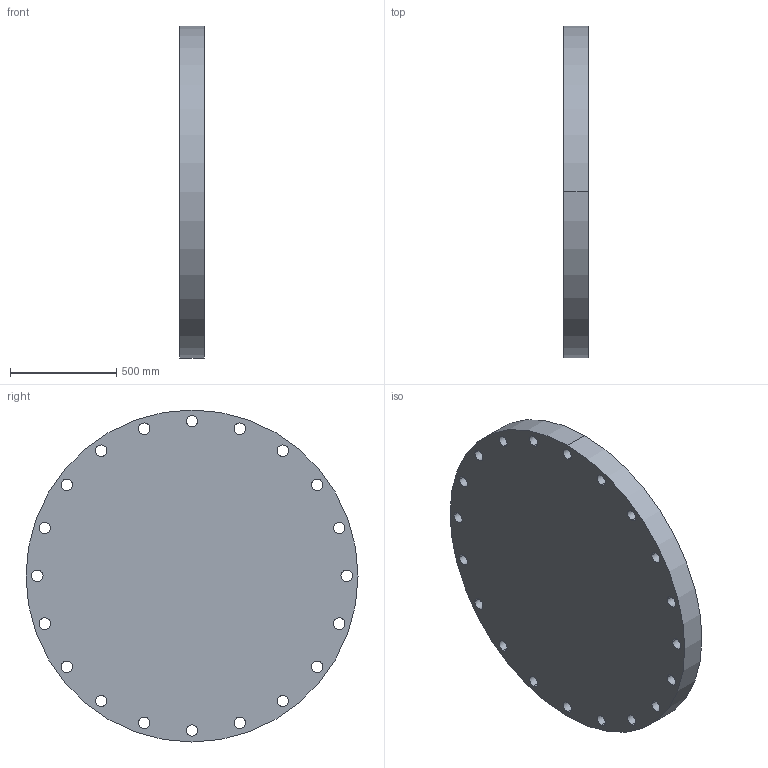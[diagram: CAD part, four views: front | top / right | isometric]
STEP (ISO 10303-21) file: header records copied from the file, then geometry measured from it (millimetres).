
FILE_DESCRIPTION (( 'STEP AP203' ), '1' );
FILE_NAME ('46_CLF_C207_FF_BLF.STEP', '2024-01-12T22:51:10', ( '' ), ( '' ), 'SwSTEP 2.0', 'SolidWorks 2023', '' );
FILE_SCHEMA (( 'CONFIG_CONTROL_DESIGN' ));
Length unit declared in the file: inch
Products named in the file (1): 46_CLF_C207_FF_BLF
Bounding box: 114.3 x 1562.1 x 1562.1 mm (x, y, z)
Volume: 213824706.9 mm3; surface area: 4690021.1 mm2
Topology: 1 solids, 1 shells, 44 faces, 126 edges, 84 vertices
Faces by surface type: cylinder 42, plane 2
Entity records: 1653 total; most frequent: DIRECTION 300, CARTESIAN_POINT 255, ORIENTED_EDGE 252, AXIS2_PLACEMENT_3D 129, EDGE_CURVE 126, EDGE_LOOP 84, VERTEX_POINT 84, CIRCLE 84
